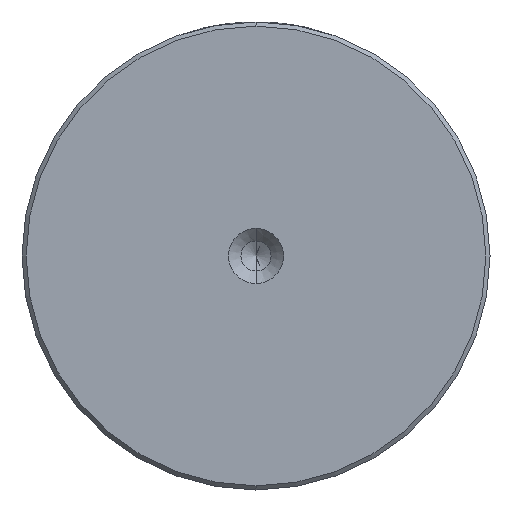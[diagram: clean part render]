
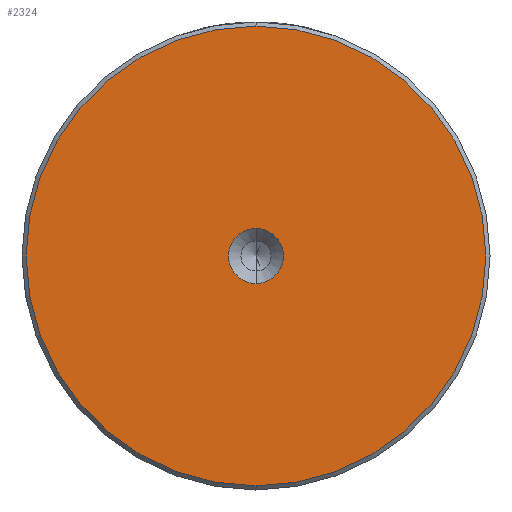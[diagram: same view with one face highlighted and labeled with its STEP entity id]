
A CAD part, left-side view. The second image highlights one B-rep face of the part: STEP entity #2324.
In plain terms, the highlighted planar face has unit normal (-1, 0, 0).
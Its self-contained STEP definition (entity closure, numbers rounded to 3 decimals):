
#36 = CARTESIAN_POINT ( 'NONE',  ( 0., 0., -27.5 ) ) ;
#41 = ORIENTED_EDGE ( 'NONE', *, *, #1653, .F. ) ;
#151 = CARTESIAN_POINT ( 'NONE',  ( 0., 0., 0. ) ) ;
#152 = CARTESIAN_POINT ( 'NONE',  ( 0., 0., 0. ) ) ;
#332 = EDGE_CURVE ( 'NONE', #924, #1267, #1851, .T. ) ;
#337 = DIRECTION ( 'NONE',  ( 0., 0., 1. ) ) ;
#367 = EDGE_CURVE ( 'NONE', #1921, #1537, #2392, .T. ) ;
#389 = FACE_OUTER_BOUND ( 'NONE', #2117, .T. ) ;
#508 = DIRECTION ( 'NONE',  ( -1., 0., 0. ) ) ;
#590 = ORIENTED_EDGE ( 'NONE', *, *, #332, .F. ) ;
#693 = DIRECTION ( 'NONE',  ( 0., 0., 1. ) ) ;
#700 = CIRCLE ( 'NONE', #2389, 27.5 ) ;
#762 = AXIS2_PLACEMENT_3D ( 'NONE', #1347, #1338, #1212 ) ;
#807 = CARTESIAN_POINT ( 'NONE',  ( 0., 0., 27.5 ) ) ;
#881 = FACE_BOUND ( 'NONE', #1040, .T. ) ;
#911 = CARTESIAN_POINT ( 'NONE',  ( 0., 0., 3.3 ) ) ;
#924 = VERTEX_POINT ( 'NONE', #1365 ) ;
#1040 = EDGE_LOOP ( 'NONE', ( #41, #590 ) ) ;
#1187 = AXIS2_PLACEMENT_3D ( 'NONE', #151, #1865, #693 ) ;
#1197 = EDGE_CURVE ( 'NONE', #1537, #1921, #700, .T. ) ;
#1212 = DIRECTION ( 'NONE',  ( 0., 0., 1. ) ) ;
#1267 = VERTEX_POINT ( 'NONE', #911 ) ;
#1338 = DIRECTION ( 'NONE',  ( -1., 0., 0. ) ) ;
#1347 = CARTESIAN_POINT ( 'NONE',  ( 0., 0., 0. ) ) ;
#1365 = CARTESIAN_POINT ( 'NONE',  ( 0., 0., -3.3 ) ) ;
#1440 = DIRECTION ( 'NONE',  ( 0., 0., 1. ) ) ;
#1483 = DIRECTION ( 'NONE',  ( -1., 0., 0. ) ) ;
#1531 = CARTESIAN_POINT ( 'NONE',  ( 0., 0., 0. ) ) ;
#1537 = VERTEX_POINT ( 'NONE', #807 ) ;
#1541 = DIRECTION ( 'NONE',  ( -1., 0., 0. ) ) ;
#1653 = EDGE_CURVE ( 'NONE', #1267, #924, #1771, .T. ) ;
#1662 = CARTESIAN_POINT ( 'NONE',  ( 0., 0., 0. ) ) ;
#1670 = PLANE ( 'NONE',  #1187 ) ;
#1771 = CIRCLE ( 'NONE', #2220, 3.3 ) ;
#1851 = CIRCLE ( 'NONE', #1927, 3.3 ) ;
#1853 = DIRECTION ( 'NONE',  ( 0., 0., 1. ) ) ;
#1865 = DIRECTION ( 'NONE',  ( -1., 0., 0. ) ) ;
#1921 = VERTEX_POINT ( 'NONE', #36 ) ;
#1927 = AXIS2_PLACEMENT_3D ( 'NONE', #1531, #1541, #1440 ) ;
#2094 = ORIENTED_EDGE ( 'NONE', *, *, #1197, .T. ) ;
#2117 = EDGE_LOOP ( 'NONE', ( #2144, #2094 ) ) ;
#2144 = ORIENTED_EDGE ( 'NONE', *, *, #367, .T. ) ;
#2220 = AXIS2_PLACEMENT_3D ( 'NONE', #152, #1483, #337 ) ;
#2324 = ADVANCED_FACE ( 'NONE', ( #389, #881 ), #1670, .T. ) ;
#2389 = AXIS2_PLACEMENT_3D ( 'NONE', #1662, #508, #1853 ) ;
#2392 = CIRCLE ( 'NONE', #762, 27.5 ) ;
